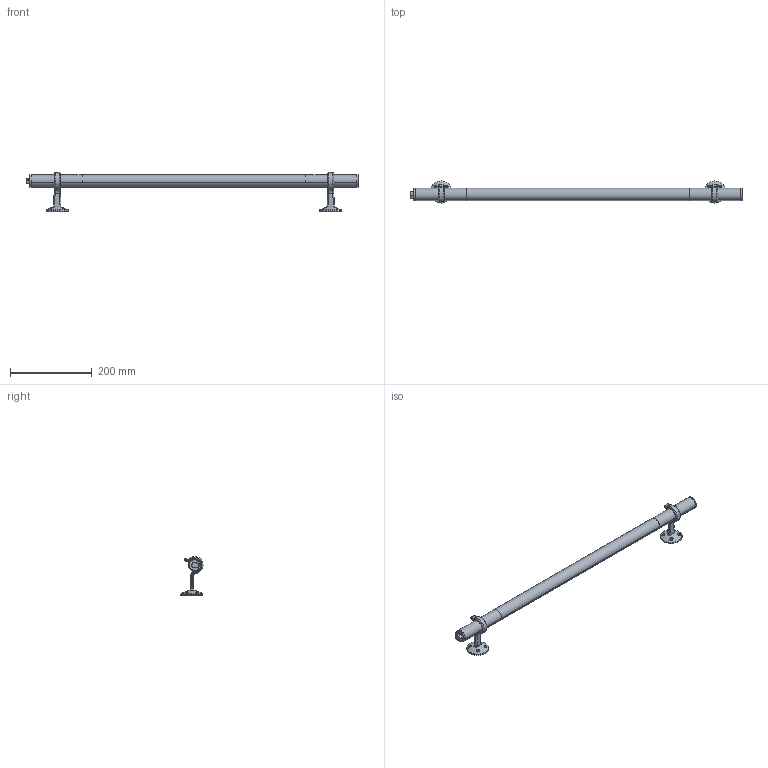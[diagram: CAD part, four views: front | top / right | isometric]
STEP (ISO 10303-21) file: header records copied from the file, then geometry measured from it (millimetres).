
FILE_DESCRIPTION (( 'STEP AP203' ), '1' );
FILE_NAME ('LLPO0-2018B-1-13-K03 Ñâåòèëüíèê ËÏÎ2018B 13Âò 230Â T5_G5 ÈÝÊ.STEP', '2017-06-30T12:04:53', ( '' ), ( '' ), 'SwSTEP 2.0', 'SolidWorks 2014', '' );
FILE_SCHEMA (( 'CONFIG_CONTROL_DESIGN' ));
Length unit declared in the file: millimetre
Products named in the file (1): LLPO0-2018B-1-13-K03 Ñâåòèëüíèê ËÏÎ2018B 13Âò 230Â T5_G5 ÈÝÊ
Bounding box: 814.6 x 54.05 x 95.72 mm (x, y, z)
Volume: 189028.1 mm3; surface area: 170403.8 mm2
Topology: 3 solids, 4 shells, 315 faces, 726 edges, 442 vertices
Faces by surface type: cylinder 99, plane 90, bspline 64, torus 56, sphere 6
Full cylindrical faces by diameter (mm): 3.6 x2, 4.2 x8, 6.5 x10, 11.5 x2, 26 x1, 29.4 x1, 30 x2, 54 x2
Entity records: 16231 total; most frequent: CARTESIAN_POINT 9754, ORIENTED_EDGE 1330, DIRECTION 1266, EDGE_CURVE 665, AXIS2_PLACEMENT_3D 545, VERTEX_POINT 429, EDGE_LOOP 402, FACE_OUTER_BOUND 367
